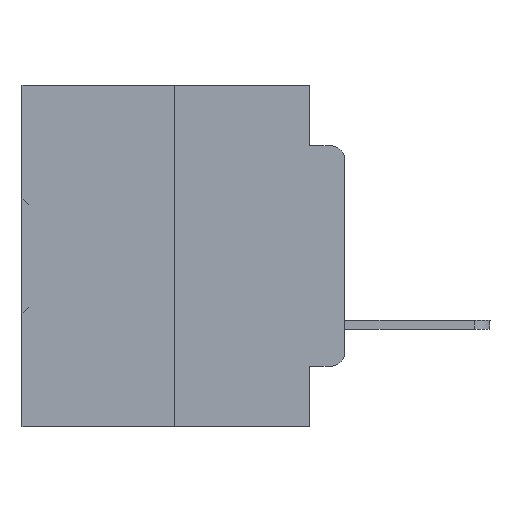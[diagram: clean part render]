
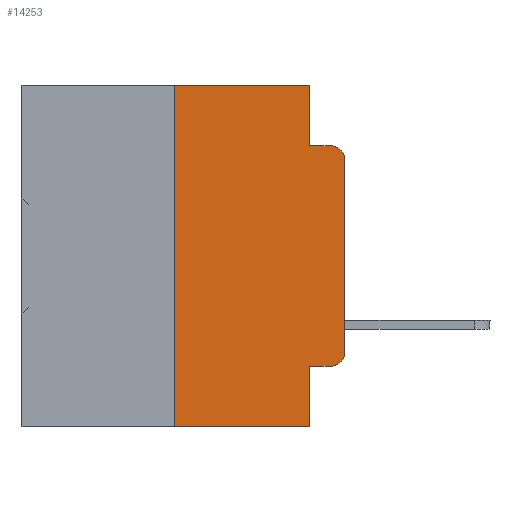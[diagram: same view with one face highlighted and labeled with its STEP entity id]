
A CAD part, left-side view. The second image highlights one B-rep face of the part: STEP entity #14253.
In plain terms, the highlighted planar face has unit normal (-1, 0, 0).
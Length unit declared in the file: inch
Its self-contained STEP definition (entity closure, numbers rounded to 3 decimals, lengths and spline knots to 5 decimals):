
#1466 = CARTESIAN_POINT ( 'NONE',  ( 0., 0.02, -0.4115 ) ) ;
#1589 = VERTEX_POINT ( 'NONE', #16514 ) ;
#1773 = ORIENTED_EDGE ( 'NONE', *, *, #5296, .F. ) ;
#2039 = DIRECTION ( 'NONE',  ( 0., -1., 0. ) ) ;
#2143 = CIRCLE ( 'NONE', #31914, 0.02 ) ;
#2738 = VECTOR ( 'NONE', #8397, 39.37008 ) ;
#3469 = LINE ( 'NONE', #19118, #20837 ) ;
#4532 = CARTESIAN_POINT ( 'NONE',  ( 0., 0., 0. ) ) ;
#4780 = DIRECTION ( 'NONE',  ( 0., 0., 1. ) ) ;
#4847 = CARTESIAN_POINT ( 'NONE',  ( 0., 0.473, 0. ) ) ;
#5132 = EDGE_CURVE ( 'NONE', #20562, #32082, #2143, .T. ) ;
#5296 = EDGE_CURVE ( 'NONE', #11406, #20286, #19147, .T. ) ;
#5832 = VERTEX_POINT ( 'NONE', #19192 ) ;
#6926 = ORIENTED_EDGE ( 'NONE', *, *, #9038, .T. ) ;
#7449 = LINE ( 'NONE', #4532, #28983 ) ;
#7646 = CARTESIAN_POINT ( 'NONE',  ( 0., 0.473, -0.5 ) ) ;
#7970 = ORIENTED_EDGE ( 'NONE', *, *, #35955, .F. ) ;
#8126 = CARTESIAN_POINT ( 'NONE',  ( 0., 0.051, 0. ) ) ;
#8338 = CARTESIAN_POINT ( 'NONE',  ( 0., 0.051, -0.4115 ) ) ;
#8397 = DIRECTION ( 'NONE',  ( 0., 0., -1. ) ) ;
#8590 = EDGE_CURVE ( 'NONE', #5832, #11406, #3469, .T. ) ;
#9038 = EDGE_CURVE ( 'NONE', #20869, #20562, #36826, .T. ) ;
#9916 = LINE ( 'NONE', #7646, #26857 ) ;
#11406 = VERTEX_POINT ( 'NONE', #30146 ) ;
#11610 = AXIS2_PLACEMENT_3D ( 'NONE', #29017, #37827, #23774 ) ;
#11641 = EDGE_LOOP ( 'NONE', ( #27060, #23306, #7970, #1773, #24584, #13771, #23420, #15188, #6926, #35243 ) ) ;
#13175 = LINE ( 'NONE', #22927, #25058 ) ;
#13771 = ORIENTED_EDGE ( 'NONE', *, *, #34677, .F. ) ;
#14253 = ADVANCED_FACE ( 'NONE', ( #16827 ), #28249, .F. ) ;
#14431 = EDGE_CURVE ( 'NONE', #1589, #25320, #23679, .T. ) ;
#14598 = DIRECTION ( 'NONE',  ( 0., 0., -1. ) ) ;
#14891 = CARTESIAN_POINT ( 'NONE',  ( 0., 0.051, -0.0885 ) ) ;
#15188 = ORIENTED_EDGE ( 'NONE', *, *, #35951, .F. ) ;
#16235 = DIRECTION ( 'NONE',  ( 1., 0., 0. ) ) ;
#16354 = CARTESIAN_POINT ( 'NONE',  ( 0., 0.02, -0.0885 ) ) ;
#16514 = CARTESIAN_POINT ( 'NONE',  ( 0., 0., -0.1085 ) ) ;
#16572 = DIRECTION ( 'NONE',  ( 0., 0., -1. ) ) ;
#16827 = FACE_OUTER_BOUND ( 'NONE', #11641, .T. ) ;
#17914 = VERTEX_POINT ( 'NONE', #26993 ) ;
#18077 = DIRECTION ( 'NONE',  ( 0., -1., 0. ) ) ;
#19118 = CARTESIAN_POINT ( 'NONE',  ( 0., 0.473, 0. ) ) ;
#19147 = LINE ( 'NONE', #8126, #2738 ) ;
#19192 = CARTESIAN_POINT ( 'NONE',  ( 0., 0.25, 0. ) ) ;
#20286 = VERTEX_POINT ( 'NONE', #14891 ) ;
#20341 = CARTESIAN_POINT ( 'NONE',  ( 0., 0.051, -0.0885 ) ) ;
#20562 = VERTEX_POINT ( 'NONE', #1466 ) ;
#20837 = VECTOR ( 'NONE', #2039, 39.37008 ) ;
#20869 = VERTEX_POINT ( 'NONE', #8338 ) ;
#21828 = CARTESIAN_POINT ( 'NONE',  ( 0., 0.02, -0.3915 ) ) ;
#22297 = VECTOR ( 'NONE', #29310, 39.37008 ) ;
#22927 = CARTESIAN_POINT ( 'NONE',  ( 0., 0.051, 0. ) ) ;
#23041 = VERTEX_POINT ( 'NONE', #26816 ) ;
#23306 = ORIENTED_EDGE ( 'NONE', *, *, #14431, .T. ) ;
#23420 = ORIENTED_EDGE ( 'NONE', *, *, #36341, .T. ) ;
#23679 = CIRCLE ( 'NONE', #11610, 0.02 ) ;
#23774 = DIRECTION ( 'NONE',  ( 0., 0., -1. ) ) ;
#24026 = VECTOR ( 'NONE', #18077, 39.37008 ) ;
#24376 = CARTESIAN_POINT ( 'NONE',  ( 0., 0.051, -0.4115 ) ) ;
#24572 = EDGE_CURVE ( 'NONE', #32082, #1589, #7449, .T. ) ;
#24584 = ORIENTED_EDGE ( 'NONE', *, *, #8590, .F. ) ;
#25058 = VECTOR ( 'NONE', #14598, 39.37008 ) ;
#25320 = VERTEX_POINT ( 'NONE', #16354 ) ;
#25402 = LINE ( 'NONE', #34595, #36387 ) ;
#25444 = DIRECTION ( 'NONE',  ( 0., 0., -1. ) ) ;
#26816 = CARTESIAN_POINT ( 'NONE',  ( 0., 0.25, -0.5 ) ) ;
#26857 = VECTOR ( 'NONE', #36833, 39.37008 ) ;
#26993 = CARTESIAN_POINT ( 'NONE',  ( 0., 0.051, -0.5 ) ) ;
#27060 = ORIENTED_EDGE ( 'NONE', *, *, #24572, .T. ) ;
#27716 = DIRECTION ( 'NONE',  ( -1., 0., 0. ) ) ;
#28249 = PLANE ( 'NONE',  #31404 ) ;
#28983 = VECTOR ( 'NONE', #4780, 39.37008 ) ;
#28988 = CARTESIAN_POINT ( 'NONE',  ( 0., 0., -0.3915 ) ) ;
#29017 = CARTESIAN_POINT ( 'NONE',  ( 0., 0.02, -0.1085 ) ) ;
#29310 = DIRECTION ( 'NONE',  ( 0., -1., 0. ) ) ;
#30146 = CARTESIAN_POINT ( 'NONE',  ( 0., 0.051, 0. ) ) ;
#31404 = AXIS2_PLACEMENT_3D ( 'NONE', #4847, #16235, #25444 ) ;
#31914 = AXIS2_PLACEMENT_3D ( 'NONE', #21828, #27716, #16572 ) ;
#32082 = VERTEX_POINT ( 'NONE', #28988 ) ;
#34221 = DIRECTION ( 'NONE',  ( 0., 0., 1. ) ) ;
#34595 = CARTESIAN_POINT ( 'NONE',  ( 0., 0.25, 0. ) ) ;
#34677 = EDGE_CURVE ( 'NONE', #23041, #5832, #25402, .T. ) ;
#35243 = ORIENTED_EDGE ( 'NONE', *, *, #5132, .T. ) ;
#35951 = EDGE_CURVE ( 'NONE', #20869, #17914, #13175, .T. ) ;
#35955 = EDGE_CURVE ( 'NONE', #20286, #25320, #37428, .T. ) ;
#36341 = EDGE_CURVE ( 'NONE', #23041, #17914, #9916, .T. ) ;
#36387 = VECTOR ( 'NONE', #34221, 39.37008 ) ;
#36826 = LINE ( 'NONE', #24376, #24026 ) ;
#36833 = DIRECTION ( 'NONE',  ( 0., -1., 0. ) ) ;
#37428 = LINE ( 'NONE', #20341, #22297 ) ;
#37827 = DIRECTION ( 'NONE',  ( -1., 0., 0. ) ) ;
